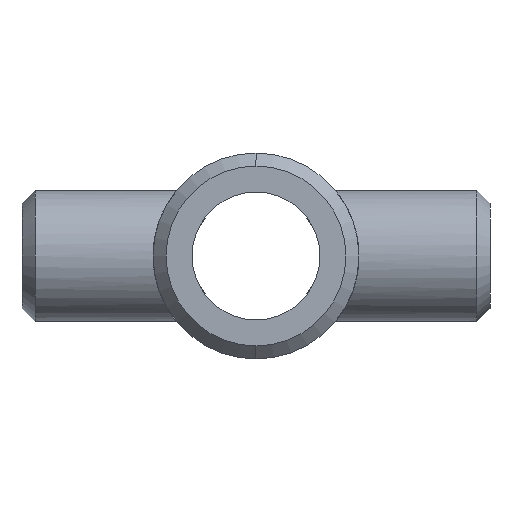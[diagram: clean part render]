
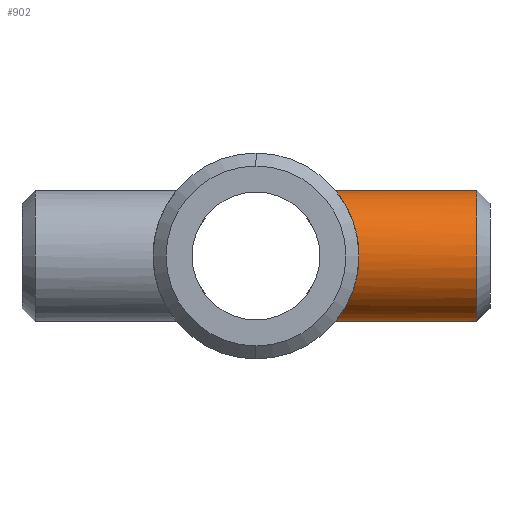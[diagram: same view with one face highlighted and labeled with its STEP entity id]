
A CAD part, left-side view. The second image highlights one B-rep face of the part: STEP entity #902.
In plain terms, the highlighted cylindrical face has radius 10.668 mm (diameter 21.336 mm), a partial arc.
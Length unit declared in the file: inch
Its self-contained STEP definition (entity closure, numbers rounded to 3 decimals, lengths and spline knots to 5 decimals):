
#2 = FACE_OUTER_BOUND ( 'NONE', #561, .T. ) ;
#17 = VECTOR ( 'NONE', #703, 39.37008 ) ;
#23 = CARTESIAN_POINT ( 'NONE',  ( 0., -1.5, 0.42 ) ) ;
#40 = CARTESIAN_POINT ( 'NONE',  ( -0.3148, -0.59854, 0.27835 ) ) ;
#41 = VERTEX_POINT ( 'NONE', #87 ) ;
#47 = CARTESIAN_POINT ( 'NONE',  ( -0.30594, -0.59391, -0.28806 ) ) ;
#51 = VECTOR ( 'NONE', #680, 39.37008 ) ;
#52 = CARTESIAN_POINT ( 'NONE',  ( -0.11128, -0.52098, 0.40523 ) ) ;
#56 = CARTESIAN_POINT ( 'NONE',  ( -0.36199, -0.62466, 0.21343 ) ) ;
#75 = EDGE_CURVE ( 'NONE', #875, #238, #496, .T. ) ;
#87 = CARTESIAN_POINT ( 'NONE',  ( 0., -0.50912, 0.42 ) ) ;
#110 = CARTESIAN_POINT ( 'NONE',  ( -0.02845, -0.50912, 0.42 ) ) ;
#113 = LINE ( 'NONE', #358, #17 ) ;
#115 = CARTESIAN_POINT ( 'NONE',  ( -0.18826, -0.54228, 0.37643 ) ) ;
#121 = CARTESIAN_POINT ( 'NONE',  ( -0.21228, -0.55123, 0.36339 ) ) ;
#127 = CARTESIAN_POINT ( 'NONE',  ( -0.36239, -0.6249, -0.21274 ) ) ;
#132 = CARTESIAN_POINT ( 'NONE',  ( -0.2123, -0.5515, -0.36265 ) ) ;
#190 = CARTESIAN_POINT ( 'NONE',  ( 0., -1.41667, 0.42 ) ) ;
#200 = CARTESIAN_POINT ( 'NONE',  ( -0.39736, -0.64577, 0.13883 ) ) ;
#204 = CARTESIAN_POINT ( 'NONE',  ( -0.13848, -0.52707, -0.39745 ) ) ;
#211 = CARTESIAN_POINT ( 'NONE',  ( -0.13771, -0.52726, 0.39702 ) ) ;
#217 = CARTESIAN_POINT ( 'NONE',  ( -0.01429, -0.50912, -0.42 ) ) ;
#220 = CARTESIAN_POINT ( 'NONE',  ( -0.38152, -0.63619, -0.17616 ) ) ;
#238 = VERTEX_POINT ( 'NONE', #190 ) ;
#285 = CARTESIAN_POINT ( 'NONE',  ( -0.41652, -0.65779, -0.05578 ) ) ;
#290 = CARTESIAN_POINT ( 'NONE',  ( -0.33215, -0.60784, -0.2574 ) ) ;
#298 = CARTESIAN_POINT ( 'NONE',  ( -0.33186, -0.60768, 0.25777 ) ) ;
#303 = CARTESIAN_POINT ( 'NONE',  ( -0.18846, -0.54276, -0.37559 ) ) ;
#332 = CYLINDRICAL_SURFACE ( 'NONE', #562, 0.42 ) ;
#358 = CARTESIAN_POINT ( 'NONE',  ( 0., -1.5, -0.42 ) ) ;
#362 = CARTESIAN_POINT ( 'NONE',  ( -0.27746, -0.57958, -0.31644 ) ) ;
#367 = CARTESIAN_POINT ( 'NONE',  ( -0.40592, -0.65112, -0.11148 ) ) ;
#370 = CARTESIAN_POINT ( 'NONE',  ( 0., -0.50912, -0.42 ) ) ;
#376 = CARTESIAN_POINT ( 'NONE',  ( -0.37503, -0.63231, 0.18958 ) ) ;
#411 = B_SPLINE_CURVE_WITH_KNOTS ( 'NONE', 3,
 ( #518, #110, #435, #797, #52, #211, #715, #115, #121, #865, #953, #787, #40, #298, #1029, #535, #56, #376, #457, #200, #542, #1024, #792, #447, #522, #605, #782, #285, #854, #367, #440, #220, #700, #127, #874, #628, #290, #614, #47, #362, #545, #694, #132, #303, #947, #204, #712, #869, #450, #1044, #217, #370 ),
 .UNSPECIFIED., .F., .F.,
 ( 4, 2, 2, 2, 2, 2, 2, 2, 2, 2, 2, 2, 2, 2, 2, 2, 2, 2, 2, 2, 2, 2, 2, 2, 2, 4 ),
 ( 0.03434, 0.03648, 0.03755, 0.03862, 0.04076, 0.0429, 0.04397, 0.04504, 0.04611, 0.04718, 0.04932, 0.05039, 0.05146, 0.05253, 0.0536, 0.05574, 0.05681, 0.05787, 0.05894, 0.06001, 0.06215, 0.06322, 0.06429, 0.06643, 0.0675, 0.06857 ),
 .UNSPECIFIED. ) ;
#421 = EDGE_CURVE ( 'NONE', #875, #451, #113, .T. ) ;
#435 = CARTESIAN_POINT ( 'NONE',  ( -0.05639, -0.51151, 0.41714 ) ) ;
#440 = CARTESIAN_POINT ( 'NONE',  ( -0.39764, -0.64594, -0.13801 ) ) ;
#447 = CARTESIAN_POINT ( 'NONE',  ( -0.41926, -0.65953, 0.02871 ) ) ;
#450 = CARTESIAN_POINT ( 'NONE',  ( -0.05677, -0.51208, -0.41639 ) ) ;
#451 = VERTEX_POINT ( 'NONE', #689 ) ;
#457 = CARTESIAN_POINT ( 'NONE',  ( -0.38105, -0.63591, 0.17718 ) ) ;
#496 = CIRCLE ( 'NONE', #877, 0.42 ) ;
#518 = CARTESIAN_POINT ( 'NONE',  ( 0., -0.50912, 0.42 ) ) ;
#522 = CARTESIAN_POINT ( 'NONE',  ( -0.41998, -0.65999, 0.01458 ) ) ;
#535 = CARTESIAN_POINT ( 'NONE',  ( -0.35495, -0.62061, 0.22492 ) ) ;
#539 = CARTESIAN_POINT ( 'NONE',  ( 0., -1.41667, 0. ) ) ;
#540 = EDGE_CURVE ( 'NONE', #238, #41, #591, .T. ) ;
#542 = CARTESIAN_POINT ( 'NONE',  ( -0.40567, -0.65096, 0.11233 ) ) ;
#545 = CARTESIAN_POINT ( 'NONE',  ( -0.25696, -0.56993, -0.33329 ) ) ;
#561 = EDGE_LOOP ( 'NONE', ( #850, #987, #813, #881 ) ) ;
#562 = AXIS2_PLACEMENT_3D ( 'NONE', #842, #835, #578 ) ;
#565 = EDGE_CURVE ( 'NONE', #41, #451, #411, .T. ) ;
#578 = DIRECTION ( 'NONE',  ( 0., 0., -1. ) ) ;
#591 = LINE ( 'NONE', #23, #51 ) ;
#605 = CARTESIAN_POINT ( 'NONE',  ( -0.42002, -0.66001, -0.01363 ) ) ;
#614 = CARTESIAN_POINT ( 'NONE',  ( -0.31504, -0.59866, -0.27808 ) ) ;
#628 = CARTESIAN_POINT ( 'NONE',  ( -0.34021, -0.61229, -0.24665 ) ) ;
#680 = DIRECTION ( 'NONE',  ( 0., 1., 0. ) ) ;
#689 = CARTESIAN_POINT ( 'NONE',  ( 0., -0.50912, -0.42 ) ) ;
#694 = CARTESIAN_POINT ( 'NONE',  ( -0.22377, -0.55603, -0.35567 ) ) ;
#700 = CARTESIAN_POINT ( 'NONE',  ( -0.37549, -0.63259, -0.18867 ) ) ;
#703 = DIRECTION ( 'NONE',  ( 0., 1., 0. ) ) ;
#712 = CARTESIAN_POINT ( 'NONE',  ( -0.11224, -0.52063, -0.4057 ) ) ;
#715 = CARTESIAN_POINT ( 'NONE',  ( -0.15058, -0.53078, 0.39232 ) ) ;
#780 = DIRECTION ( 'NONE',  ( 0., 1., 0. ) ) ;
#782 = CARTESIAN_POINT ( 'NONE',  ( -0.41932, -0.65957, -0.0277 ) ) ;
#787 = CARTESIAN_POINT ( 'NONE',  ( -0.30573, -0.5938, 0.28829 ) ) ;
#792 = CARTESIAN_POINT ( 'NONE',  ( -0.41635, -0.65768, 0.05705 ) ) ;
#797 = CARTESIAN_POINT ( 'NONE',  ( -0.09763, -0.51822, 0.40874 ) ) ;
#813 = ORIENTED_EDGE ( 'NONE', *, *, #565, .T. ) ;
#825 = CARTESIAN_POINT ( 'NONE',  ( 0., -1.41667, -0.42 ) ) ;
#835 = DIRECTION ( 'NONE',  ( 0., 1., 0. ) ) ;
#842 = CARTESIAN_POINT ( 'NONE',  ( 0., -1.5, 0. ) ) ;
#850 = ORIENTED_EDGE ( 'NONE', *, *, #75, .T. ) ;
#854 = CARTESIAN_POINT ( 'NONE',  ( -0.41439, -0.65644, -0.06985 ) ) ;
#865 = CARTESIAN_POINT ( 'NONE',  ( -0.25665, -0.56979, 0.33354 ) ) ;
#869 = CARTESIAN_POINT ( 'NONE',  ( -0.07084, -0.51384, -0.41422 ) ) ;
#870 = DIRECTION ( 'NONE',  ( 0., 0., -1. ) ) ;
#874 = CARTESIAN_POINT ( 'NONE',  ( -0.35533, -0.62082, -0.22432 ) ) ;
#875 = VERTEX_POINT ( 'NONE', #825 ) ;
#877 = AXIS2_PLACEMENT_3D ( 'NONE', #539, #780, #870 ) ;
#881 = ORIENTED_EDGE ( 'NONE', *, *, #421, .F. ) ;
#902 = ADVANCED_FACE ( 'NONE', ( #2 ), #332, .T. ) ;
#947 = CARTESIAN_POINT ( 'NONE',  ( -0.17614, -0.53859, -0.38153 ) ) ;
#953 = CARTESIAN_POINT ( 'NONE',  ( -0.27719, -0.57945, 0.31668 ) ) ;
#987 = ORIENTED_EDGE ( 'NONE', *, *, #540, .T. ) ;
#1024 = CARTESIAN_POINT ( 'NONE',  ( -0.41417, -0.6563, 0.07111 ) ) ;
#1029 = CARTESIAN_POINT ( 'NONE',  ( -0.33989, -0.61212, 0.24709 ) ) ;
#1044 = CARTESIAN_POINT ( 'NONE',  ( -0.02855, -0.50972, -0.41927 ) ) ;
